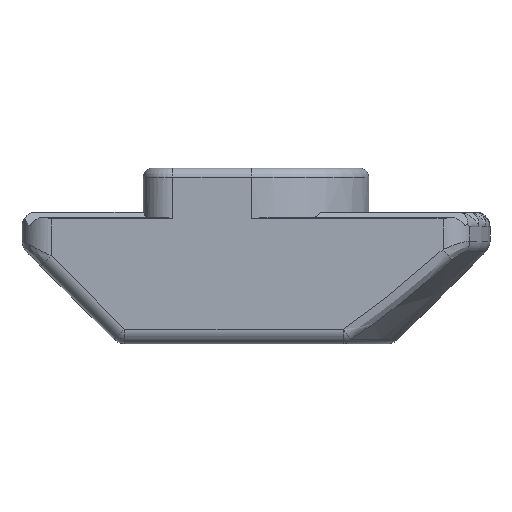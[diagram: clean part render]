
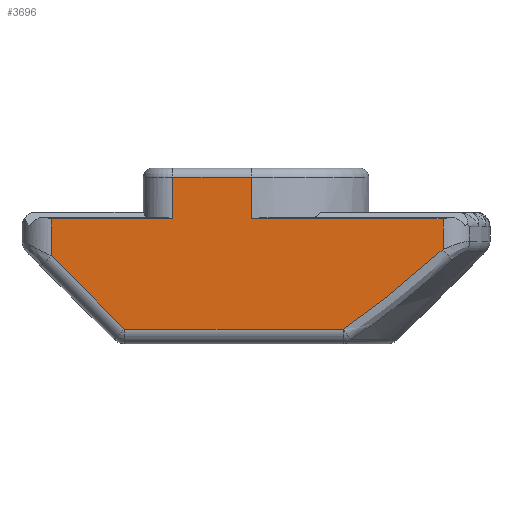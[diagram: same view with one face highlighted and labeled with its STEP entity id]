
A CAD part, front view. The second image highlights one B-rep face of the part: STEP entity #3696.
In plain terms, the highlighted planar face has unit normal (0, -1, 0).
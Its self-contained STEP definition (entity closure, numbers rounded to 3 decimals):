
#54 = CARTESIAN_POINT ( 'NONE',  ( 4.174, -3.85, 1.35 ) ) ;
#73 = ORIENTED_EDGE ( 'NONE', *, *, #785, .T. ) ;
#129 = LINE ( 'NONE', #1071, #1695 ) ;
#177 = DIRECTION ( 'NONE',  ( 0., 1., 0. ) ) ;
#203 = ORIENTED_EDGE ( 'NONE', *, *, #2505, .T. ) ;
#354 = CARTESIAN_POINT ( 'NONE',  ( 2.994, -3.85, 0.5 ) ) ;
#424 = EDGE_CURVE ( 'NONE', #3614, #1653, #129, .T. ) ;
#431 = CARTESIAN_POINT ( 'NONE',  ( 6.394, -3.85, 3.225 ) ) ;
#442 = LINE ( 'NONE', #2336, #2533 ) ;
#477 = VERTEX_POINT ( 'NONE', #2194 ) ;
#488 = CARTESIAN_POINT ( 'NONE',  ( 6.394, -3.85, 4.5 ) ) ;
#501 = LINE ( 'NONE', #3662, #2261 ) ;
#518 = LINE ( 'NONE', #3705, #3591 ) ;
#528 = CARTESIAN_POINT ( 'NONE',  ( 2.994, -3.85, 0.5 ) ) ;
#542 = VERTEX_POINT ( 'NONE', #742 ) ;
#598 = FACE_OUTER_BOUND ( 'NONE', #1154, .T. ) ;
#657 = CARTESIAN_POINT ( 'NONE',  ( 5.849, -3.85, 2.743 ) ) ;
#661 = DIRECTION ( 'NONE',  ( -1., 0., 0. ) ) ;
#742 = CARTESIAN_POINT ( 'NONE',  ( -2.85, -3.85, 4.271 ) ) ;
#785 = EDGE_CURVE ( 'NONE', #1644, #2319, #1741, .T. ) ;
#789 = LINE ( 'NONE', #488, #3885 ) ;
#843 = ORIENTED_EDGE ( 'NONE', *, *, #1628, .T. ) ;
#924 = EDGE_CURVE ( 'NONE', #2084, #1653, #2723, .T. ) ;
#1071 = CARTESIAN_POINT ( 'NONE',  ( -0.15, -3.85, 6. ) ) ;
#1102 = EDGE_CURVE ( 'NONE', #3045, #2084, #789, .T. ) ;
#1149 = CARTESIAN_POINT ( 'NONE',  ( -0.15, -3.85, 4.271 ) ) ;
#1154 = EDGE_LOOP ( 'NONE', ( #203, #3502, #843, #73, #2744, #1479, #1383, #1916, #1673, #3428 ) ) ;
#1214 = VECTOR ( 'NONE', #1953, 1000. ) ;
#1383 = ORIENTED_EDGE ( 'NONE', *, *, #1102, .T. ) ;
#1412 = B_SPLINE_CURVE_WITH_KNOTS ( 'NONE', 3,
 ( #354, #2126, #54, #2432, #657, #2738 ),
 .UNSPECIFIED., .F., .F.,
 ( 4, 2, 4 ),
 ( 0., 0.002, 0.004 ),
 .UNSPECIFIED. ) ;
#1450 = VECTOR ( 'NONE', #2790, 1000. ) ;
#1479 = ORIENTED_EDGE ( 'NONE', *, *, #2155, .T. ) ;
#1628 = EDGE_CURVE ( 'NONE', #2493, #1644, #442, .T. ) ;
#1644 = VERTEX_POINT ( 'NONE', #3264 ) ;
#1653 = VERTEX_POINT ( 'NONE', #1149 ) ;
#1673 = ORIENTED_EDGE ( 'NONE', *, *, #424, .F. ) ;
#1695 = VECTOR ( 'NONE', #1951, 1000. ) ;
#1741 = LINE ( 'NONE', #3383, #1450 ) ;
#1842 = DIRECTION ( 'NONE',  ( 0., 0., -1. ) ) ;
#1916 = ORIENTED_EDGE ( 'NONE', *, *, #924, .T. ) ;
#1936 = CARTESIAN_POINT ( 'NONE',  ( -4.493, -3.85, 0.5 ) ) ;
#1943 = PLANE ( 'NONE',  #2361 ) ;
#1951 = DIRECTION ( 'NONE',  ( 0., 0., -1. ) ) ;
#1953 = DIRECTION ( 'NONE',  ( -1., 0., 0. ) ) ;
#2048 = CARTESIAN_POINT ( 'NONE',  ( 6.394, -3.85, 4.271 ) ) ;
#2084 = VERTEX_POINT ( 'NONE', #2048 ) ;
#2111 = CARTESIAN_POINT ( 'NONE',  ( -7., -3.85, 4.271 ) ) ;
#2126 = CARTESIAN_POINT ( 'NONE',  ( 3.601, -3.85, 0.904 ) ) ;
#2155 = EDGE_CURVE ( 'NONE', #3233, #3045, #1412, .T. ) ;
#2194 = CARTESIAN_POINT ( 'NONE',  ( -2.85, -3.85, 5.7 ) ) ;
#2241 = DIRECTION ( 'NONE',  ( 0., 0., 1. ) ) ;
#2244 = DIRECTION ( 'NONE',  ( 0., 0., 1. ) ) ;
#2261 = VECTOR ( 'NONE', #1842, 1000. ) ;
#2319 = VERTEX_POINT ( 'NONE', #1936 ) ;
#2336 = CARTESIAN_POINT ( 'NONE',  ( -7., -3.85, 4.5 ) ) ;
#2353 = VECTOR ( 'NONE', #661, 1000. ) ;
#2361 = AXIS2_PLACEMENT_3D ( 'NONE', #2843, #177, #2241 ) ;
#2432 = CARTESIAN_POINT ( 'NONE',  ( 5.299, -3.85, 2.268 ) ) ;
#2438 = CARTESIAN_POINT ( 'NONE',  ( -8., -3.85, 4.271 ) ) ;
#2493 = VERTEX_POINT ( 'NONE', #2111 ) ;
#2505 = EDGE_CURVE ( 'NONE', #477, #542, #501, .T. ) ;
#2533 = VECTOR ( 'NONE', #2645, 1000. ) ;
#2639 = EDGE_CURVE ( 'NONE', #3614, #477, #2762, .T. ) ;
#2645 = DIRECTION ( 'NONE',  ( 0., 0., -1. ) ) ;
#2670 = VECTOR ( 'NONE', #3708, 1000. ) ;
#2723 = LINE ( 'NONE', #3777, #1214 ) ;
#2738 = CARTESIAN_POINT ( 'NONE',  ( 6.394, -3.85, 3.225 ) ) ;
#2744 = ORIENTED_EDGE ( 'NONE', *, *, #3040, .T. ) ;
#2762 = LINE ( 'NONE', #3405, #2670 ) ;
#2790 = DIRECTION ( 'NONE',  ( 0.707, 0., -0.707 ) ) ;
#2804 = DIRECTION ( 'NONE',  ( 1., 0., 0. ) ) ;
#2843 = CARTESIAN_POINT ( 'NONE',  ( -8., -3.85, 4.5 ) ) ;
#3040 = EDGE_CURVE ( 'NONE', #2319, #3233, #518, .T. ) ;
#3045 = VERTEX_POINT ( 'NONE', #431 ) ;
#3182 = LINE ( 'NONE', #2438, #2353 ) ;
#3233 = VERTEX_POINT ( 'NONE', #528 ) ;
#3264 = CARTESIAN_POINT ( 'NONE',  ( -7., -3.85, 3.007 ) ) ;
#3383 = CARTESIAN_POINT ( 'NONE',  ( -4.346, -3.85, 0.354 ) ) ;
#3405 = CARTESIAN_POINT ( 'NONE',  ( -8., -3.85, 5.7 ) ) ;
#3428 = ORIENTED_EDGE ( 'NONE', *, *, #2639, .T. ) ;
#3502 = ORIENTED_EDGE ( 'NONE', *, *, #3602, .T. ) ;
#3591 = VECTOR ( 'NONE', #2804, 1000. ) ;
#3602 = EDGE_CURVE ( 'NONE', #542, #2493, #3182, .T. ) ;
#3614 = VERTEX_POINT ( 'NONE', #3659 ) ;
#3659 = CARTESIAN_POINT ( 'NONE',  ( -0.15, -3.85, 5.7 ) ) ;
#3662 = CARTESIAN_POINT ( 'NONE',  ( -2.85, -3.85, 4.5 ) ) ;
#3696 = ADVANCED_FACE ( 'NONE', ( #598 ), #1943, .F. ) ;
#3705 = CARTESIAN_POINT ( 'NONE',  ( -8., -3.85, 0.5 ) ) ;
#3708 = DIRECTION ( 'NONE',  ( -1., 0., 0. ) ) ;
#3777 = CARTESIAN_POINT ( 'NONE',  ( -8., -3.85, 4.271 ) ) ;
#3885 = VECTOR ( 'NONE', #2244, 1000. ) ;
